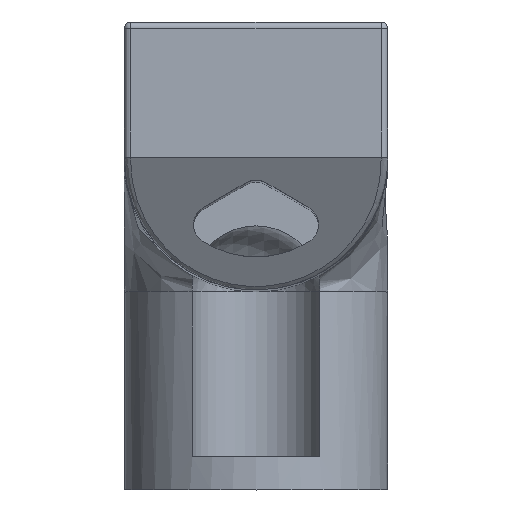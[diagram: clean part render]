
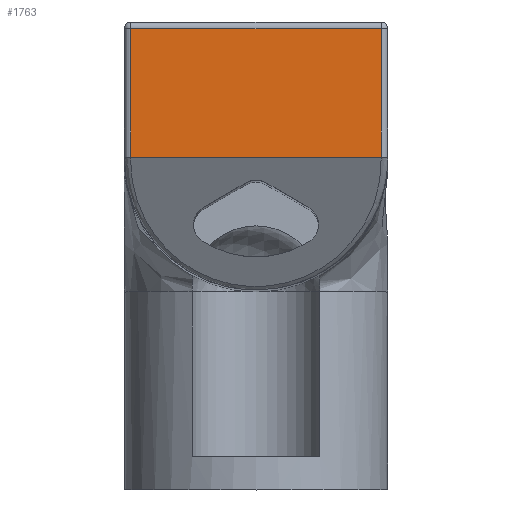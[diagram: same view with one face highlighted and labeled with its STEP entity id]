
A CAD part, top view. The second image highlights one B-rep face of the part: STEP entity #1763.
In plain terms, the highlighted planar face has unit normal (0, 0, 1).
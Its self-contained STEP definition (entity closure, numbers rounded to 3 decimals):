
#162=LINE('',#3170,#304);
#165=LINE('',#3184,#307);
#171=LINE('',#3197,#313);
#172=LINE('',#3199,#314);
#304=VECTOR('',#2344,10.);
#307=VECTOR('',#2359,10.);
#313=VECTOR('',#2379,10.);
#314=VECTOR('',#2382,10.);
#455=FACE_OUTER_BOUND('',#566,.T.);
#566=EDGE_LOOP('',(#1426,#1427,#1428,#1429));
#811=VERTEX_POINT('',#3163);
#813=VERTEX_POINT('',#3168);
#814=VERTEX_POINT('',#3173);
#817=VERTEX_POINT('',#3180);
#1024=EDGE_CURVE('',#813,#811,#162,.T.);
#1031=EDGE_CURVE('',#814,#817,#165,.T.);
#1039=EDGE_CURVE('',#811,#814,#171,.T.);
#1040=EDGE_CURVE('',#813,#817,#172,.T.);
#1426=ORIENTED_EDGE('',*,*,#1031,.F.);
#1427=ORIENTED_EDGE('',*,*,#1039,.F.);
#1428=ORIENTED_EDGE('',*,*,#1024,.F.);
#1429=ORIENTED_EDGE('',*,*,#1040,.T.);
#1672=PLANE('',#1965);
#1763=ADVANCED_FACE('',(#455),#1672,.T.);
#1965=AXIS2_PLACEMENT_3D('',#3198,#2380,#2381);
#2344=DIRECTION('',(0.,1.,0.));
#2359=DIRECTION('',(0.,-1.,0.));
#2379=DIRECTION('',(1.,0.,0.));
#2380=DIRECTION('center_axis',(0.,0.,
1.));
#2381=DIRECTION('ref_axis',(-1.,0.,0.));
#2382=DIRECTION('',(1.,0.,0.));
#3163=CARTESIAN_POINT('',(-19.,69.5,270.));
#3168=CARTESIAN_POINT('',(-19.,50.,270.));
#3170=CARTESIAN_POINT('',(-19.,50.,270.));
#3173=CARTESIAN_POINT('',(19.,69.5,270.));
#3180=CARTESIAN_POINT('',(19.,50.,270.));
#3184=CARTESIAN_POINT('',(19.,50.,270.));
#3197=CARTESIAN_POINT('',(-10.,69.5,270.));
#3198=CARTESIAN_POINT('Origin',(0.,50.,270.));
#3199=CARTESIAN_POINT('',(0.,50.,270.));
